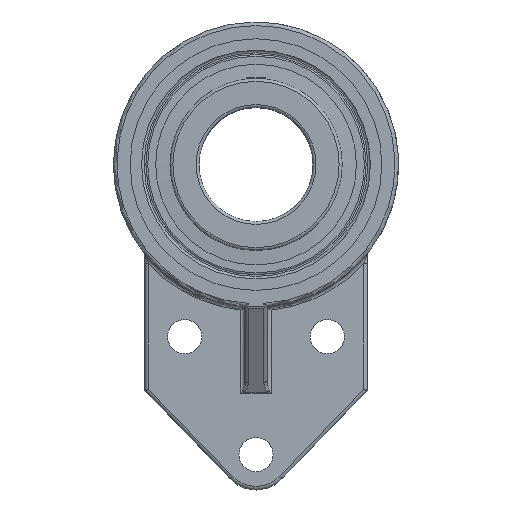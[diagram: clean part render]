
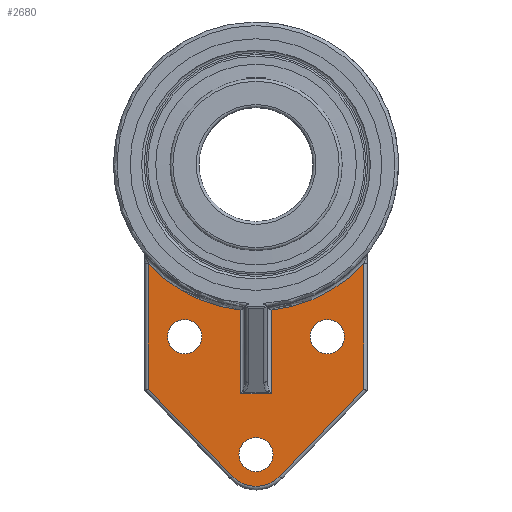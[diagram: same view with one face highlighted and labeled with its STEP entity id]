
A CAD part, top view. The second image highlights one B-rep face of the part: STEP entity #2680.
In plain terms, the highlighted planar face has unit normal (0, 0, 1).
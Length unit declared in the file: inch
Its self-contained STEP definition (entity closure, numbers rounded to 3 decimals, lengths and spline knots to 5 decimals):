
#1065=CARTESIAN_POINT('',(-0.20748,-3.16391,0.66929));
#1066=VERTEX_POINT('',#1065);
#1626=CARTESIAN_POINT('',(0.20748,-3.16391,0.66929));
#1627=VERTEX_POINT('',#1626);
#1829=CARTESIAN_POINT('',(-0.12943,-3.16391,0.66929));
#1830=DIRECTION('',(1.,0.,-0.));
#1831=VECTOR('',#1830,0.16337);
#1832=LINE('',#1829,#1831);
#1833=EDGE_CURVE('',#1066,#1627,#1832,.T.);
#1846=CARTESIAN_POINT('',(0.20748,-2.00781,0.66929));
#1847=VERTEX_POINT('',#1846);
#1848=CARTESIAN_POINT('',(0.20748,-2.28275,0.66929));
#1849=DIRECTION('',(-0.,1.,0.));
#1850=VECTOR('',#1849,0.45516);
#1851=LINE('',#1848,#1850);
#1852=EDGE_CURVE('',#1627,#1847,#1851,.T.);
#1883=CARTESIAN_POINT('',(-0.20748,-2.00781,0.66929));
#1884=VERTEX_POINT('',#1883);
#1902=CARTESIAN_POINT('',(-0.20748,-1.82759,0.66929));
#1903=DIRECTION('',(0.,-1.,0.));
#1904=VECTOR('',#1903,0.45516);
#1905=LINE('',#1902,#1904);
#1906=EDGE_CURVE('',#1884,#1066,#1905,.T.);
#1919=CARTESIAN_POINT('',(1.48543,-1.36669,0.66929));
#1920=VERTEX_POINT('',#1919);
#1928=CARTESIAN_POINT('',(1.48543,-3.09778,0.66929));
#1929=VERTEX_POINT('',#1928);
#1930=CARTESIAN_POINT('',(1.48543,-1.55745,0.66929));
#1931=DIRECTION('',(0.,-1.,0.));
#1932=VECTOR('',#1931,0.68153);
#1933=LINE('',#1930,#1932);
#1934=EDGE_CURVE('',#1920,#1929,#1933,.T.);
#2212=CARTESIAN_POINT('',(-0.3237,-4.30079,0.66929));
#2213=VERTEX_POINT('',#2212);
#2221=CARTESIAN_POINT('',(-1.48543,-3.09778,0.66929));
#2222=VERTEX_POINT('',#2221);
#2223=CARTESIAN_POINT('',(-0.92614,-3.67694,0.66929));
#2224=DIRECTION('',(-0.695,0.719,0.));
#2225=VECTOR('',#2224,0.65842);
#2226=LINE('',#2223,#2225);
#2227=EDGE_CURVE('',#2213,#2222,#2226,.T.);
#2252=CARTESIAN_POINT('',(-1.48543,-1.36669,0.66929));
#2253=VERTEX_POINT('',#2252);
#2270=CARTESIAN_POINT('',(-1.48543,-2.23898,0.66929));
#2271=DIRECTION('',(0.,1.,0.));
#2272=VECTOR('',#2271,0.68153);
#2273=LINE('',#2270,#2272);
#2274=EDGE_CURVE('',#2222,#2253,#2273,.T.);
#2519=CARTESIAN_POINT('',(0.3237,-4.30079,0.66929));
#2520=VERTEX_POINT('',#2519);
#2528=CARTESIAN_POINT('',(0.,-3.98819,0.66929));
#2529=DIRECTION('',(0.,0.,-1.));
#2530=DIRECTION('',(0.,-1.,0.));
#2531=AXIS2_PLACEMENT_3D('',#2528,#2529,#2530);
#2532=CIRCLE('',#2531,0.45);
#2533=EDGE_CURVE('',#2520,#2213,#2532,.T.);
#2551=CARTESIAN_POINT('',(1.38351,-3.20332,0.66929));
#2552=DIRECTION('',(-0.695,-0.719,0.));
#2553=VECTOR('',#2552,0.65842);
#2554=LINE('',#2551,#2553);
#2555=EDGE_CURVE('',#1929,#2520,#2554,.T.);
#2606=CARTESIAN_POINT('',(0.,0.,0.66929));
#2607=DIRECTION('',(0.,0.,1.));
#2608=DIRECTION('',(0.468,-0.884,0.));
#2609=AXIS2_PLACEMENT_3D('',#2606,#2607,#2608);
#2610=CIRCLE('',#2609,2.0185);
#2611=EDGE_CURVE('',#1847,#1920,#2610,.T.);
#2624=CARTESIAN_POINT('',(-0.,-1.18773,0.66929));
#2625=DIRECTION('',(0.,0.,1.));
#2626=DIRECTION('',(1.,0.,0.));
#2627=AXIS2_PLACEMENT_3D('',#2624,#2625,#2626);
#2628=PLANE('',#2627);
#2629=CARTESIAN_POINT('',(0.74803,-2.37402,0.66929));
#2630=VERTEX_POINT('',#2629);
#2631=CARTESIAN_POINT('',(0.98425,-2.37402,0.66929));
#2632=DIRECTION('',(0.,0.,-1.));
#2633=DIRECTION('',(1.,0.,0.));
#2634=AXIS2_PLACEMENT_3D('',#2631,#2632,#2633);
#2635=CIRCLE('',#2634,0.23622);
#2636=EDGE_CURVE('',#2630,#2630,#2635,.T.);
#2637=ORIENTED_EDGE('',*,*,#2636,.T.);
#2638=EDGE_LOOP('',(#2637));
#2639=FACE_BOUND('',#2638,.T.);
#2640=CARTESIAN_POINT('',(-0.23622,-4.,0.66929));
#2641=VERTEX_POINT('',#2640);
#2642=CARTESIAN_POINT('',(0.,-4.,0.66929));
#2643=DIRECTION('',(0.,0.,-1.));
#2644=DIRECTION('',(1.,0.,0.));
#2645=AXIS2_PLACEMENT_3D('',#2642,#2643,#2644);
#2646=CIRCLE('',#2645,0.23622);
#2647=EDGE_CURVE('',#2641,#2641,#2646,.T.);
#2648=ORIENTED_EDGE('',*,*,#2647,.T.);
#2649=EDGE_LOOP('',(#2648));
#2650=FACE_BOUND('',#2649,.T.);
#2651=CARTESIAN_POINT('',(-1.22047,-2.37402,0.66929));
#2652=VERTEX_POINT('',#2651);
#2653=CARTESIAN_POINT('',(-0.98425,-2.37402,0.66929));
#2654=DIRECTION('',(0.,0.,-1.));
#2655=DIRECTION('',(1.,0.,0.));
#2656=AXIS2_PLACEMENT_3D('',#2653,#2654,#2655);
#2657=CIRCLE('',#2656,0.23622);
#2658=EDGE_CURVE('',#2652,#2652,#2657,.T.);
#2659=ORIENTED_EDGE('',*,*,#2658,.T.);
#2660=EDGE_LOOP('',(#2659));
#2661=FACE_BOUND('',#2660,.T.);
#2662=ORIENTED_EDGE('',*,*,#1852,.F.);
#2663=ORIENTED_EDGE('',*,*,#1833,.F.);
#2664=ORIENTED_EDGE('',*,*,#1906,.F.);
#2665=CARTESIAN_POINT('',(0.,0.,0.66929));
#2666=DIRECTION('',(0.,0.,1.));
#2667=DIRECTION('',(-0.468,-0.884,0.));
#2668=AXIS2_PLACEMENT_3D('',#2665,#2666,#2667);
#2669=CIRCLE('',#2668,2.0185);
#2670=EDGE_CURVE('',#2253,#1884,#2669,.T.);
#2671=ORIENTED_EDGE('',*,*,#2670,.F.);
#2672=ORIENTED_EDGE('',*,*,#2274,.F.);
#2673=ORIENTED_EDGE('',*,*,#2227,.F.);
#2674=ORIENTED_EDGE('',*,*,#2533,.F.);
#2675=ORIENTED_EDGE('',*,*,#2555,.F.);
#2676=ORIENTED_EDGE('',*,*,#1934,.F.);
#2677=ORIENTED_EDGE('',*,*,#2611,.F.);
#2678=EDGE_LOOP('',(#2662,#2663,#2664,#2671,#2672,#2673,#2674,#2675,#2676,#2677));
#2679=FACE_BOUND('',#2678,.T.);
#2680=ADVANCED_FACE('',(#2639,#2650,#2661,#2679),#2628,.T.);
